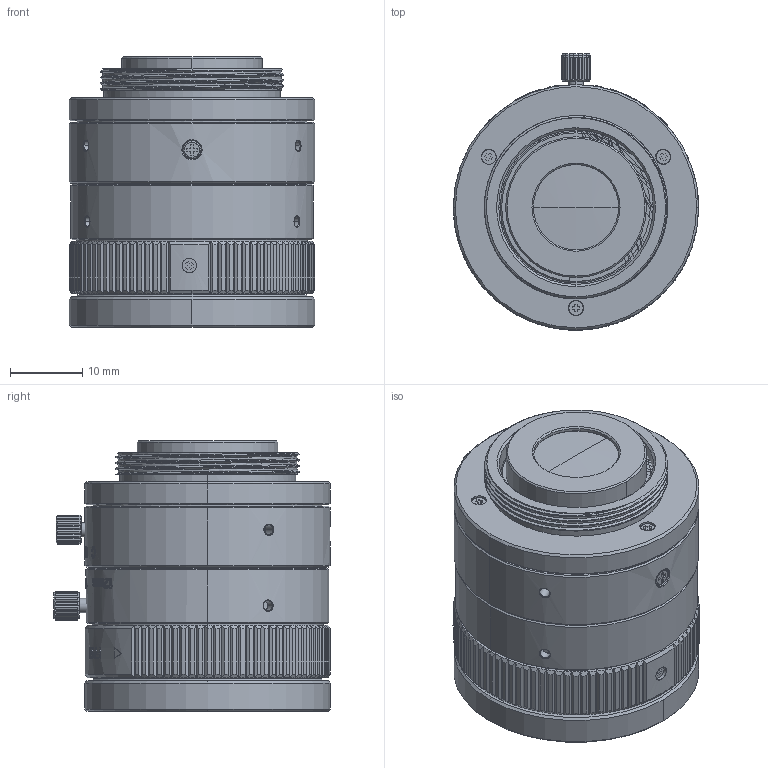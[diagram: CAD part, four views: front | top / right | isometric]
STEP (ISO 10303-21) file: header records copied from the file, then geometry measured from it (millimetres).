
FILE_DESCRIPTION (( 'STEP AP203' ), '1' );
FILE_NAME ('600000.STEP', '2021-08-04T09:29:17', ( '' ), ( '' ), 'SwSTEP 2.0', 'SolidWorks 2020', '' );
FILE_SCHEMA (( 'CONFIG_CONTROL_DESIGN' ));
Products named in the file (1): 600000
Bounding box: 34 x 38.3 x 37.46 mm (x, y, z)
Volume: 26913.8 mm3; surface area: 12638.2 mm2
Topology: 5 solids, 12 shells, 1447 faces, 3711 edges, 2366 vertices
Faces by surface type: plane 560, cylinder 372, bspline 255, cone 250, sphere 8, torus 2
Entity records: 57902 total; most frequent: CARTESIAN_POINT 25148, ORIENTED_EDGE 7422, DIRECTION 5813, EDGE_CURVE 3711, VERTEX_POINT 2366, AXIS2_PLACEMENT_3D 2171, EDGE_LOOP 1555, VECTOR 1471
